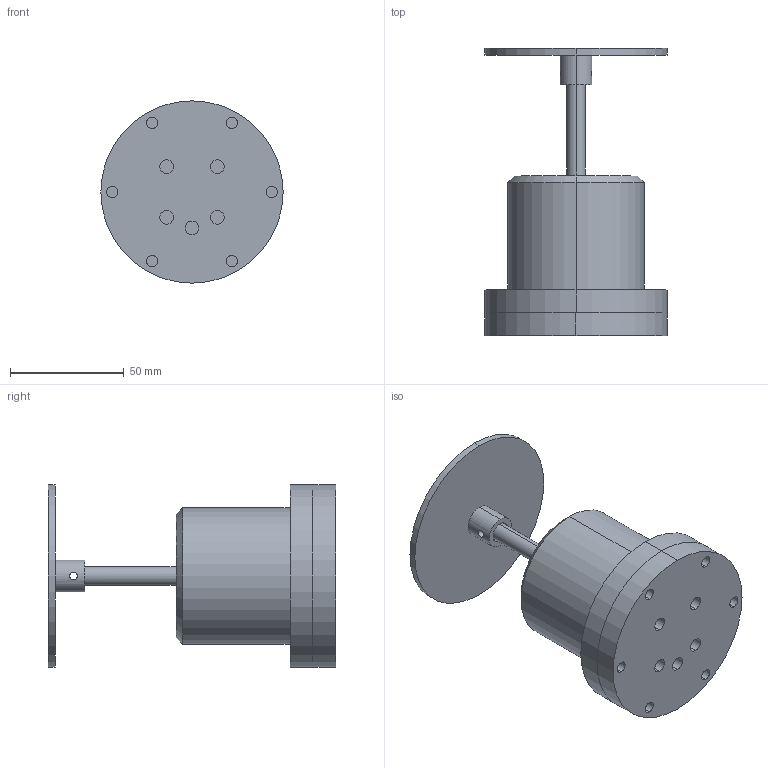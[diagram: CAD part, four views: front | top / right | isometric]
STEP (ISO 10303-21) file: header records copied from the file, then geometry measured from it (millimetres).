
FILE_DESCRIPTION (( 'STEP AP214' ), '1' );
FILE_NAME ('AssemblySpindleFace.STEP', '2020-04-23T11:40:17', ( '' ), ( '' ), 'SwSTEP 2.0', 'SolidWorks 2019', '' );
FILE_SCHEMA (( 'AUTOMOTIVE_DESIGN' ));
Length unit declared in the file: millimetre
Products named in the file (4): Spindle; FacePlate; AssemblySpindleFace; PolishFace
Assembly tree (3 placements, depth 2):
  AssemblySpindleFace
    FacePlate
    Spindle
    PolishFace
Bounding box: 80 x 126 x 80 mm (x, y, z)
Volume: 254450.5 mm3; surface area: 49664.5 mm2
Topology: 3 solids, 3 shells, 78 faces, 190 edges, 126 vertices
Faces by surface type: cylinder 62, plane 14, cone 2
Entity records: 2886 total; most frequent: CARTESIAN_POINT 724, DIRECTION 460, ORIENTED_EDGE 380, AXIS2_PLACEMENT_3D 198, EDGE_CURVE 190, VERTEX_POINT 126, EDGE_LOOP 126, CIRCLE 114
